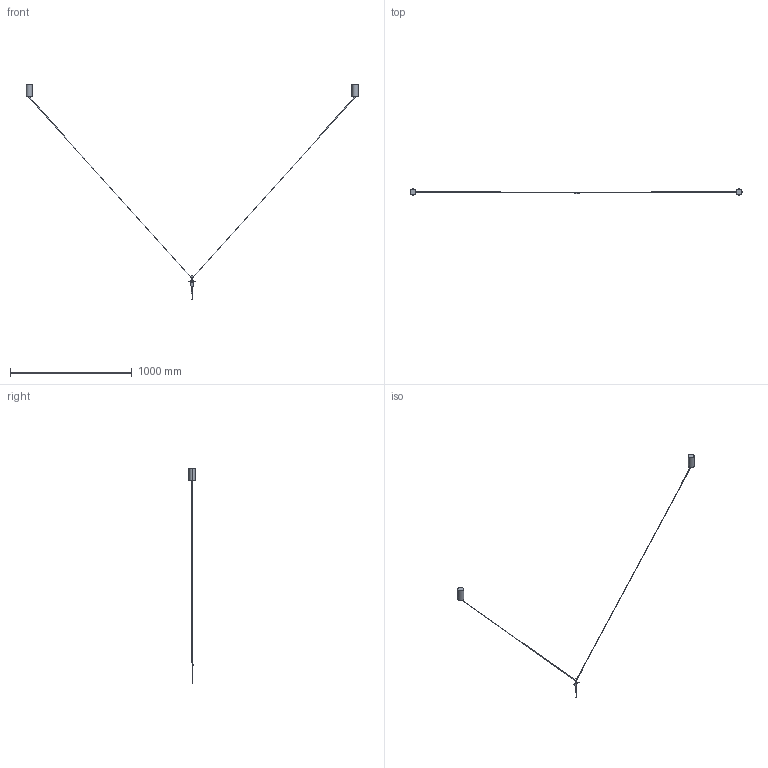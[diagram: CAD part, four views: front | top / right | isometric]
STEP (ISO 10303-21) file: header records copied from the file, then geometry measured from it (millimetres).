
FILE_DESCRIPTION(/* description */ (''),/* implementation_level */ '2;1');
FILE_NAME(/* name */ '1744.139_ALADINO',/* time_stamp */ '2023-01-17T18:37:26+01:00',/* author */ (''),/* organization */ (''),/* preprocessor_version */ 'ST-DEVELOPER v16.5',/* originating_system */ 'Rhino 7.15',/* authorisation */ '');
FILE_SCHEMA (('CONFIG_CONTROL_DESIGN'));
Length unit declared in the file: millimetre
Products named in the file (1): Document
Bounding box: 2731.55 x 49.91 x 1764.05 mm (x, y, z)
Volume: 496791.6 mm3; surface area: 245652.6 mm2
Topology: 5 solids, 8 shells, 32 faces, 72 edges, 52 vertices
Faces by surface type: cylinder 12, bspline 12, plane 8
Entity records: 1039 total; most frequent: CARTESIAN_POINT 551, ORIENTED_EDGE 106, EDGE_CURVE 58, VERTEX_POINT 36, ADVANCED_FACE 32, FACE_OUTER_BOUND 32, EDGE_LOOP 32, DIRECTION 30
